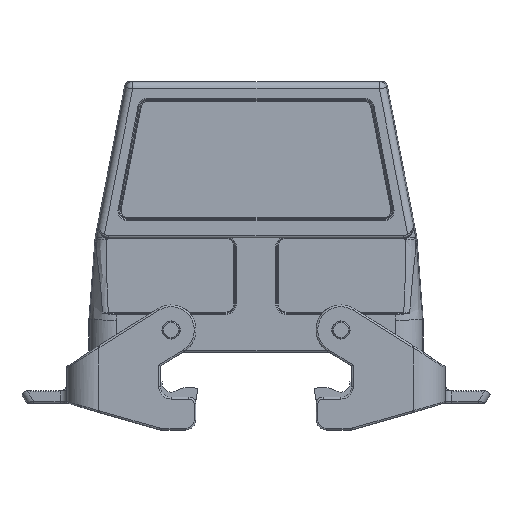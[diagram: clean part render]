
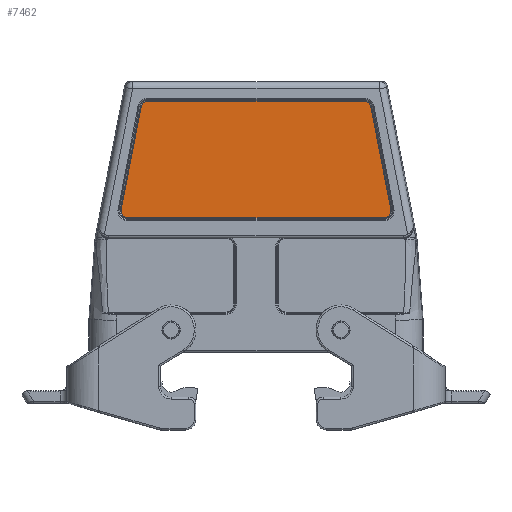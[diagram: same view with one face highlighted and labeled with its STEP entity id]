
A CAD part, front view. The second image highlights one B-rep face of the part: STEP entity #7462.
In plain terms, the highlighted planar face has unit normal (0, -1, 0).
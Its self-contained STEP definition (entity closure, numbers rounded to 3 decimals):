
#6739=CIRCLE('',#25044,1.835);
#6740=CIRCLE('',#25045,1.835);
#6741=CIRCLE('',#25046,1.835);
#6742=CIRCLE('',#25047,1.835);
#7462=ADVANCED_FACE('',(#8749),#8186,.F.);
#8186=PLANE('',#25048);
#8749=FACE_OUTER_BOUND('',#9667,.T.);
#9667=EDGE_LOOP('',(#12525,#12526,#12527,#12528,#12529,#12530,#12531,#12532));
#12525=ORIENTED_EDGE('',*,*,#17551,.T.);
#12526=ORIENTED_EDGE('',*,*,#17552,.T.);
#12527=ORIENTED_EDGE('',*,*,#17553,.T.);
#12528=ORIENTED_EDGE('',*,*,#17554,.T.);
#12529=ORIENTED_EDGE('',*,*,#17555,.T.);
#12530=ORIENTED_EDGE('',*,*,#17556,.T.);
#12531=ORIENTED_EDGE('',*,*,#17557,.T.);
#12532=ORIENTED_EDGE('',*,*,#17558,.T.);
#15709=VERTEX_POINT('',#37002);
#15710=VERTEX_POINT('',#37003);
#15711=VERTEX_POINT('',#37005);
#15712=VERTEX_POINT('',#37007);
#15713=VERTEX_POINT('',#37009);
#15714=VERTEX_POINT('',#37011);
#15715=VERTEX_POINT('',#37013);
#15716=VERTEX_POINT('',#37015);
#17551=EDGE_CURVE('',#15709,#15710,#20978,.T.);
#17552=EDGE_CURVE('',#15710,#15711,#6739,.T.);
#17553=EDGE_CURVE('',#15711,#15712,#20979,.T.);
#17554=EDGE_CURVE('',#15712,#15713,#6740,.T.);
#17555=EDGE_CURVE('',#15713,#15714,#20980,.T.);
#17556=EDGE_CURVE('',#15714,#15715,#6741,.T.);
#17557=EDGE_CURVE('',#15715,#15716,#20981,.T.);
#17558=EDGE_CURVE('',#15716,#15709,#6742,.T.);
#20978=LINE('',#37001,#22295);
#20979=LINE('',#37006,#22296);
#20980=LINE('',#37010,#22297);
#20981=LINE('',#37014,#22298);
#22295=VECTOR('',#28067,1.);
#22296=VECTOR('',#28070,1.);
#22297=VECTOR('',#28073,1.);
#22298=VECTOR('',#28076,1.);
#25044=AXIS2_PLACEMENT_3D('',#37004,#28068,#28069);
#25045=AXIS2_PLACEMENT_3D('',#37008,#28071,#28072);
#25046=AXIS2_PLACEMENT_3D('',#37012,#28074,#28075);
#25047=AXIS2_PLACEMENT_3D('',#37016,#28077,#28078);
#25048=AXIS2_PLACEMENT_3D('',#37017,#28079,#28080);
#28067=DIRECTION('',(-0.191,0.,0.982));
#28068=DIRECTION('',(0.,-1.,0.));
#28069=DIRECTION('',(0.,0.,1.));
#28070=DIRECTION('',(-1.,0.,0.));
#28071=DIRECTION('',(0.,-1.,0.));
#28072=DIRECTION('',(0.,0.,1.));
#28073=DIRECTION('',(-0.191,0.,-0.982));
#28074=DIRECTION('',(0.,-1.,0.));
#28075=DIRECTION('',(0.,0.,1.));
#28076=DIRECTION('',(1.,0.,0.));
#28077=DIRECTION('',(0.,-1.,0.));
#28078=DIRECTION('',(0.,0.,1.));
#28079=DIRECTION('',(0.,1.,0.));
#28080=DIRECTION('',(0.,0.,-1.));
#37001=CARTESIAN_POINT('',(32.095,-21.25,59.55));
#37002=CARTESIAN_POINT('',(37.703,-21.25,30.7));
#37003=CARTESIAN_POINT('',(32.095,-21.25,59.55));
#37004=CARTESIAN_POINT('',(30.294,-21.25,59.2));
#37005=CARTESIAN_POINT('',(30.294,-21.25,61.035));
#37006=CARTESIAN_POINT('',(-30.294,-21.25,61.035));
#37007=CARTESIAN_POINT('',(-30.294,-21.25,61.035));
#37008=CARTESIAN_POINT('',(-30.294,-21.25,59.2));
#37009=CARTESIAN_POINT('',(-32.095,-21.25,59.55));
#37010=CARTESIAN_POINT('',(-37.703,-21.25,30.7));
#37011=CARTESIAN_POINT('',(-37.703,-21.25,30.7));
#37012=CARTESIAN_POINT('',(-35.902,-21.25,30.35));
#37013=CARTESIAN_POINT('',(-35.902,-21.25,28.515));
#37014=CARTESIAN_POINT('',(35.902,-21.25,28.515));
#37015=CARTESIAN_POINT('',(35.902,-21.25,28.515));
#37016=CARTESIAN_POINT('',(35.902,-21.25,30.35));
#37017=CARTESIAN_POINT('',(30.294,-21.25,59.2));
